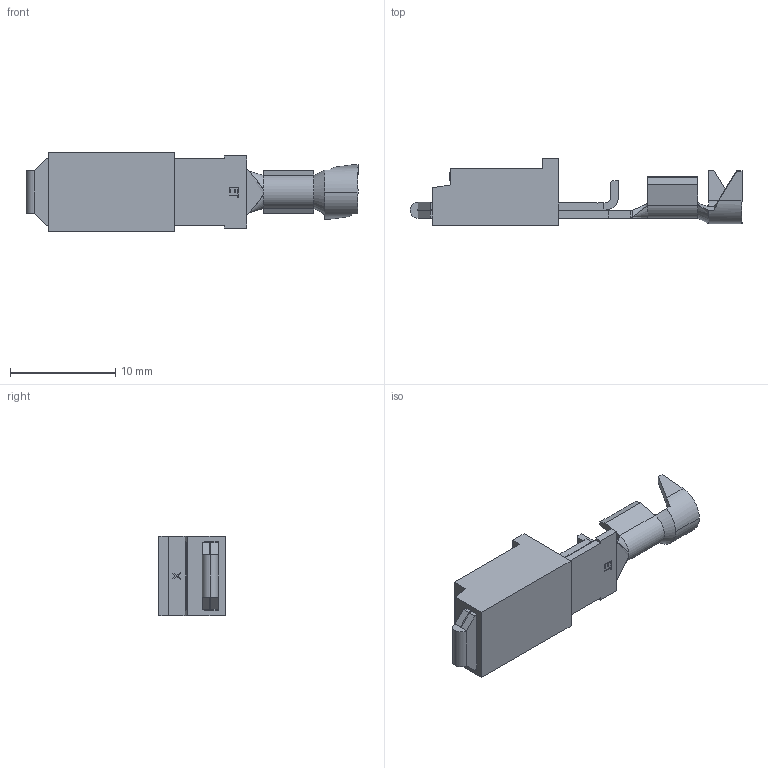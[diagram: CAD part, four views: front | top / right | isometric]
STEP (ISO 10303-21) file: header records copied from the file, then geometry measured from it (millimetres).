
FILE_DESCRIPTION (( 'STEP AP203' ), '1' );
FILE_NAME ('37008.STEP', '2015-01-29T18:16:43', ( '' ), ( '' ), 'SwSTEP 2.0', 'SolidWorks 2014', '' );
FILE_SCHEMA (( 'CONFIG_CONTROL_DESIGN' ));
Length unit declared in the file: inch
Products named in the file (3): BI-1; PPBF; 37008
Assembly tree (2 placements, depth 2):
  37008
    BI-1
    PPBF
Bounding box: 31.5 x 6.3 x 7.57 mm (x, y, z)
Volume: 430.9 mm3; surface area: 1375.1 mm2
Topology: 2 solids, 2 shells, 224 faces, 593 edges, 372 vertices
Faces by surface type: plane 159, cylinder 36, bspline 17, cone 12
Entity records: 7423 total; most frequent: CARTESIAN_POINT 1701, ORIENTED_EDGE 1186, DIRECTION 1032, EDGE_CURVE 593, LINE 456, VECTOR 456, VERTEX_POINT 372, AXIS2_PLACEMENT_3D 288
